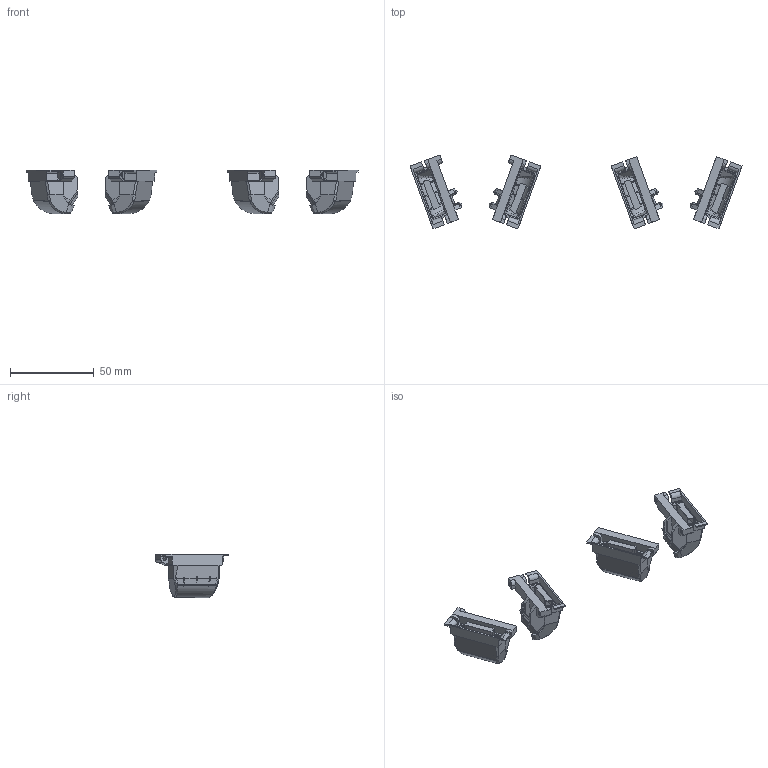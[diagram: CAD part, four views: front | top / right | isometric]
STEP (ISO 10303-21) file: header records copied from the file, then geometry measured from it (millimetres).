
FILE_DESCRIPTION(/* description */ ('STEP AP242','CAx-IF Rec.Pracs.---Representation and Presentation of Product Manufacturing Information (PMI)---4.0---2014-10-13','CAx-IF Rec.Pracs.---3D Tessellated Geometry---0.4---2014-09-14','2;1'),/* implementation_level */ '2;1');
FILE_NAME(/* name */ '64492533e763f3470c3664cf',/* time_stamp */ '2023-04-26T13:20:52+00:00',/* author */ (''),/* organization */ (''),/* preprocessor_version */ 'ST-DEVELOPER v18.102',/* originating_system */ ' ',/* authorisation */ ' ');
FILE_SCHEMA (('AP242_MANAGED_MODEL_BASED_3D_ENGINEERING_MIM_LF { 1 0 10303 442 1 1 4 }'));
Length unit declared in the file: metre
Products named in the file (4): 4010 Ducts - UHF - Tri-Vane - Right; 4010 Ducts - UHF - Tri-Vane - Left; 4010 Ducts - UHF - Tri-Vane - Left - TAP; 4010 Ducts - UHF - Tri-Vane - Right - TAP
Bounding box: 198.08 x 44.05 x 25.82 mm (x, y, z)
Volume: 16019.4 mm3; surface area: 27593.3 mm2
Topology: 4 solids, 4 shells, 962 faces, 2757 edges, 1731 vertices
Faces by surface type: plane 786, cylinder 120, bspline 32, cone 24
Full cylindrical faces by diameter (mm): 2.1 x8
Entity records: 31965 total; most frequent: CARTESIAN_POINT 7070, ORIENTED_EDGE 5492, DIRECTION 4722, EDGE_CURVE 2746, LINE 2206, VECTOR 2206, VERTEX_POINT 1728, AXIS2_PLACEMENT_3D 1258
